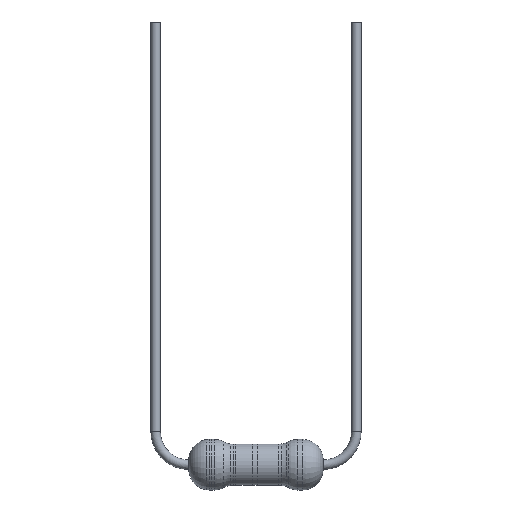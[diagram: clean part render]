
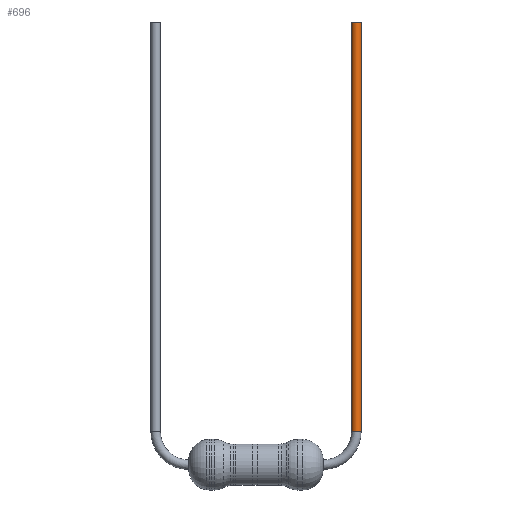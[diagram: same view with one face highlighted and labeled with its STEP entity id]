
A CAD part, front view. The second image highlights one B-rep face of the part: STEP entity #696.
In plain terms, the highlighted cylindrical face has radius 0.3 mm (diameter 0.6 mm), a partial arc.
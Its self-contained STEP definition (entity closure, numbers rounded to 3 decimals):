
#269 = CARTESIAN_POINT ( 'NONE',  ( 12.4, 0., 2.1 ) ) ;
#274 = CARTESIAN_POINT ( 'NONE',  ( 13., 0., 2.1 ) ) ;
#374 = DIRECTION ( 'NONE',  ( -1., 0., 0. ) ) ;
#375 = DIRECTION ( 'NONE',  ( 0., 0., -1. ) ) ;
#376 = CARTESIAN_POINT ( 'NONE',  ( 12.7, 0., 2.1 ) ) ;
#377 = AXIS2_PLACEMENT_3D ( 'NONE', #376, #375, #374 ) ;
#378 = CIRCLE ( 'NONE', #377, 0.3 ) ;
#696 = ADVANCED_FACE ( 'NONE', ( #1089 ), #1203, .T. ) ;
#699 = ORIENTED_EDGE ( 'NONE', *, *, #709, .T. ) ;
#700 = ORIENTED_EDGE ( 'NONE', *, *, #721, .F. ) ;
#701 = VERTEX_POINT ( 'NONE', #1223 ) ;
#703 = VERTEX_POINT ( 'NONE', #1178 ) ;
#705 = EDGE_CURVE ( 'NONE', #703, #701, #1164, .T. ) ;
#707 = ORIENTED_EDGE ( 'NONE', *, *, #1156, .F. ) ;
#709 = EDGE_CURVE ( 'NONE', #1145, #703, #1158, .T. ) ;
#716 = ORIENTED_EDGE ( 'NONE', *, *, #705, .T. ) ;
#721 = EDGE_CURVE ( 'NONE', #1146, #701, #1219, .T. ) ;
#722 = EDGE_LOOP ( 'NONE', ( #700, #707, #699, #716 ) ) ;
#1089 = FACE_OUTER_BOUND ( 'NONE', #722, .T. ) ;
#1145 = VERTEX_POINT ( 'NONE', #274 ) ;
#1146 = VERTEX_POINT ( 'NONE', #269 ) ;
#1156 = EDGE_CURVE ( 'NONE', #1145, #1146, #378, .T. ) ;
#1157 = DIRECTION ( 'NONE',  ( 0., 0., -1. ) ) ;
#1158 = LINE ( 'NONE', #1198, #1191 ) ;
#1159 = CARTESIAN_POINT ( 'NONE',  ( 12.7, 0., 28. ) ) ;
#1163 = AXIS2_PLACEMENT_3D ( 'NONE', #1224, #1222, #1176 ) ;
#1164 = CIRCLE ( 'NONE', #1173, 0.3 ) ;
#1172 = DIRECTION ( 'NONE',  ( -1., 0., 0. ) ) ;
#1173 = AXIS2_PLACEMENT_3D ( 'NONE', #1159, #1157, #1172 ) ;
#1176 = DIRECTION ( 'NONE',  ( 1., 0., 0. ) ) ;
#1178 = CARTESIAN_POINT ( 'NONE',  ( 13., 0., 28. ) ) ;
#1183 = DIRECTION ( 'NONE',  ( 0., 0., 1. ) ) ;
#1184 = VECTOR ( 'NONE', #1183, 1000. ) ;
#1191 = VECTOR ( 'NONE', #1197, 1000. ) ;
#1197 = DIRECTION ( 'NONE',  ( 0., 0., 1. ) ) ;
#1198 = CARTESIAN_POINT ( 'NONE',  ( 13., 0., 2.1 ) ) ;
#1203 = CYLINDRICAL_SURFACE ( 'NONE', #1163, 0.3 ) ;
#1218 = CARTESIAN_POINT ( 'NONE',  ( 12.4, 0., 2.1 ) ) ;
#1219 = LINE ( 'NONE', #1218, #1184 ) ;
#1222 = DIRECTION ( 'NONE',  ( 0., 0., 1. ) ) ;
#1223 = CARTESIAN_POINT ( 'NONE',  ( 12.4, 0., 28. ) ) ;
#1224 = CARTESIAN_POINT ( 'NONE',  ( 12.7, 0., 2.1 ) ) ;
